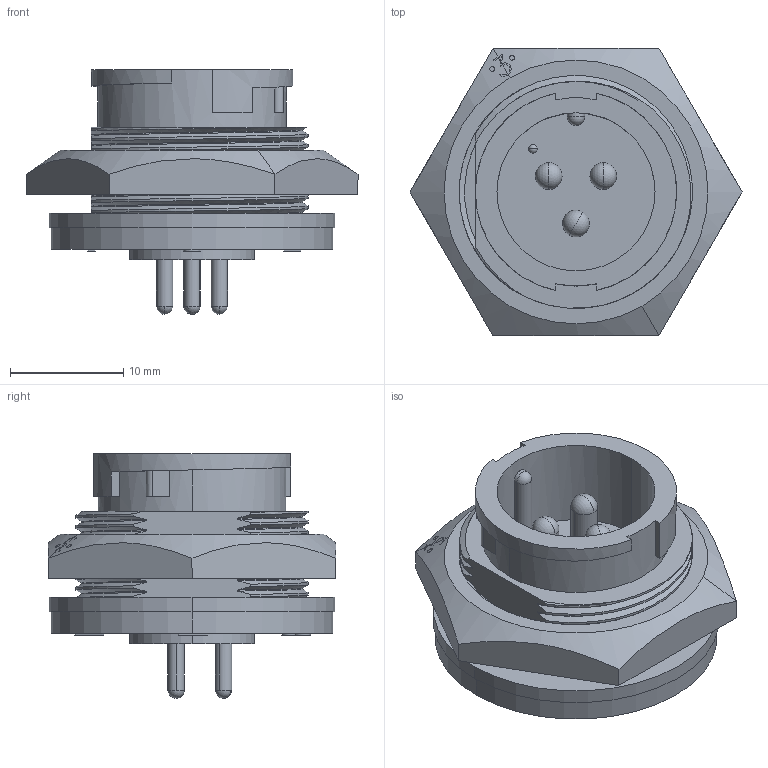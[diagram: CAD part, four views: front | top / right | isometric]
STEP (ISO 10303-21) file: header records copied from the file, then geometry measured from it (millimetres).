
FILE_DESCRIPTION (( 'STEP AP214' ), '1' );
FILE_NAME ('4181-3PG-300.STEP', '2015-05-28T15:37:09', ( '' ), ( '' ), 'SwSTEP 2.0', 'SolidWorks 2014', '' );
FILE_SCHEMA (( 'AUTOMOTIVE_DESIGN' ));
Length unit declared in the file: inch
Products named in the file (1): 4181-3PG-300
Bounding box: 29.33 x 25.4 x 21.62 mm (x, y, z)
Volume: 4878.6 mm3; surface area: 4051.7 mm2
Topology: 2 solids, 2 shells, 325 faces, 914 edges, 601 vertices
Faces by surface type: bspline 146, plane 92, cylinder 60, sphere 15, cone 12
Entity records: 20372 total; most frequent: CARTESIAN_POINT 13321, ORIENTED_EDGE 1800, DIRECTION 907, EDGE_CURVE 900, VERTEX_POINT 600, B_SPLINE_CURVE_WITH_KNOTS 383, LINE 353, VECTOR 353
